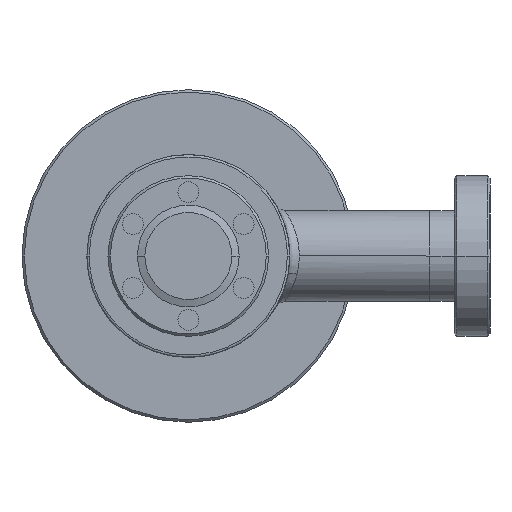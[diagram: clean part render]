
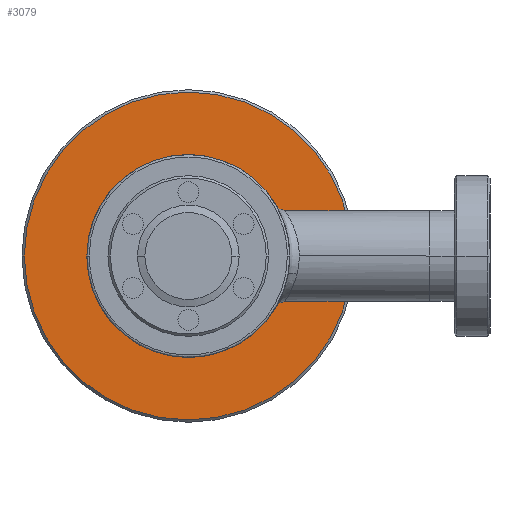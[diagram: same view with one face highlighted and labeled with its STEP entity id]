
A CAD part, front view. The second image highlights one B-rep face of the part: STEP entity #3079.
In plain terms, the highlighted planar face has unit normal (0, -1, 0).
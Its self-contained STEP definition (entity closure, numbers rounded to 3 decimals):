
#175 = CARTESIAN_POINT ( 'NONE',  ( 0., 85.5, 0. ) ) ;
#363 = FACE_OUTER_BOUND ( 'NONE', #1506, .T. ) ;
#390 = AXIS2_PLACEMENT_3D ( 'NONE', #175, #4990, #883 ) ;
#563 = DIRECTION ( 'NONE',  ( 1., 0., 0. ) ) ;
#883 = DIRECTION ( 'NONE',  ( -1., 0., 0. ) ) ;
#1230 = EDGE_CURVE ( 'NONE', #1311, #1548, #4927, .T. ) ;
#1311 = VERTEX_POINT ( 'NONE', #3377 ) ;
#1468 = AXIS2_PLACEMENT_3D ( 'NONE', #2289, #7074, #2982 ) ;
#1506 = EDGE_LOOP ( 'NONE', ( #3569, #6293 ) ) ;
#1533 = VERTEX_POINT ( 'NONE', #5128 ) ;
#1548 = VERTEX_POINT ( 'NONE', #2622 ) ;
#1907 = AXIS2_PLACEMENT_3D ( 'NONE', #2383, #8526, #563 ) ;
#2087 = ORIENTED_EDGE ( 'NONE', *, *, #1230, .T. ) ;
#2289 = CARTESIAN_POINT ( 'NONE',  ( 0., 85.5, 0. ) ) ;
#2304 = CIRCLE ( 'NONE', #7954, 34.5 ) ;
#2383 = CARTESIAN_POINT ( 'NONE',  ( -21.35, 85.5, 0. ) ) ;
#2622 = CARTESIAN_POINT ( 'NONE',  ( 21.35, 85.5, 0. ) ) ;
#2885 = CARTESIAN_POINT ( 'NONE',  ( 0., 85.5, 0. ) ) ;
#2945 = ORIENTED_EDGE ( 'NONE', *, *, #7801, .T. ) ;
#2982 = DIRECTION ( 'NONE',  ( -1., 0., 0. ) ) ;
#3079 = ADVANCED_FACE ( 'NONE', ( #363, #3826 ), #4673, .T. ) ;
#3377 = CARTESIAN_POINT ( 'NONE',  ( -21.35, 85.5, 0. ) ) ;
#3567 = DIRECTION ( 'NONE',  ( -1., 0., 0. ) ) ;
#3569 = ORIENTED_EDGE ( 'NONE', *, *, #8622, .F. ) ;
#3678 = CARTESIAN_POINT ( 'NONE',  ( -34.5, 85.5, 0. ) ) ;
#3826 = FACE_BOUND ( 'NONE', #7197, .T. ) ;
#4673 = PLANE ( 'NONE',  #1907 ) ;
#4927 = CIRCLE ( 'NONE', #7477, 21.35 ) ;
#4990 = DIRECTION ( 'NONE',  ( 0., 1., 0. ) ) ;
#5128 = CARTESIAN_POINT ( 'NONE',  ( 34.5, 85.5, 0. ) ) ;
#5335 = DIRECTION ( 'NONE',  ( -1., 0., 0. ) ) ;
#5369 = DIRECTION ( 'NONE',  ( 0., 1., 0. ) ) ;
#5400 = CARTESIAN_POINT ( 'NONE',  ( 0., 85.5, 0. ) ) ;
#6293 = ORIENTED_EDGE ( 'NONE', *, *, #7184, .F. ) ;
#7074 = DIRECTION ( 'NONE',  ( 0., 1., 0. ) ) ;
#7184 = EDGE_CURVE ( 'NONE', #1533, #7202, #8606, .T. ) ;
#7197 = EDGE_LOOP ( 'NONE', ( #2087, #2945 ) ) ;
#7202 = VERTEX_POINT ( 'NONE', #3678 ) ;
#7477 = AXIS2_PLACEMENT_3D ( 'NONE', #5400, #5369, #5335 ) ;
#7639 = DIRECTION ( 'NONE',  ( 0., 1., 0. ) ) ;
#7801 = EDGE_CURVE ( 'NONE', #1548, #1311, #8372, .T. ) ;
#7954 = AXIS2_PLACEMENT_3D ( 'NONE', #2885, #7639, #3567 ) ;
#8372 = CIRCLE ( 'NONE', #1468, 21.35 ) ;
#8526 = DIRECTION ( 'NONE',  ( 0., -1., 0. ) ) ;
#8606 = CIRCLE ( 'NONE', #390, 34.5 ) ;
#8622 = EDGE_CURVE ( 'NONE', #7202, #1533, #2304, .T. ) ;
